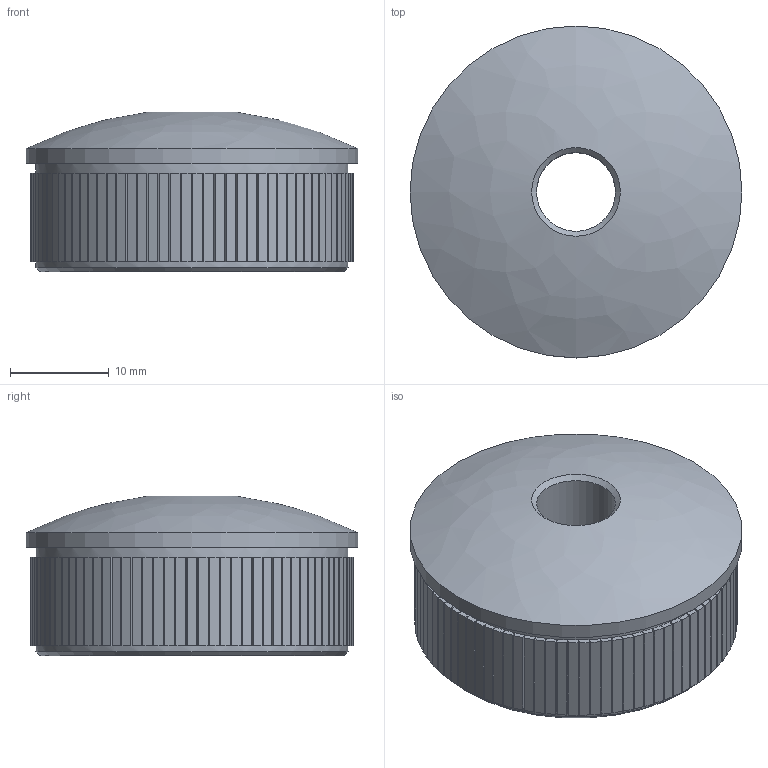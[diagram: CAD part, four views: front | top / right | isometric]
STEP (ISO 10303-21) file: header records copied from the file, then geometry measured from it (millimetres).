
FILE_DESCRIPTION(('STEP AP214'),'1');
FILE_NAME('1807_Cosch_Edelstahltechnik.stp','2018-09-29T07:46:13',(' '),(' '),'Spatial InterOp 3D',' ',' ');
FILE_SCHEMA(('AUTOMOTIVE_DESIGN { 1 0 10303 214 1 1 1 1 }'));
Length unit declared in the file: metre
Products named in the file (1): 1537894043
Bounding box: 33.7 x 33.7 x 16.2 mm (x, y, z)
Volume: 11381.3 mm3; surface area: 4269.3 mm2
Topology: 1 solids, 1 shells, 459 faces, 1101 edges, 733 vertices
Faces by surface type: plane 452, cone 3, cylinder 3, bspline 1
Full cylindrical faces by diameter (mm): 8 x1, 31.7 x1, 33.7 x1
Entity records: 16860 total; most frequent: CARTESIAN_POINT 2305, DIRECTION 2196, ORIENTED_EDGE 2178, EDGE_CURVE 1089, LINE 900, VECTOR 900, VERTEX_POINT 729, AXIS2_PLACEMENT_3D 648
